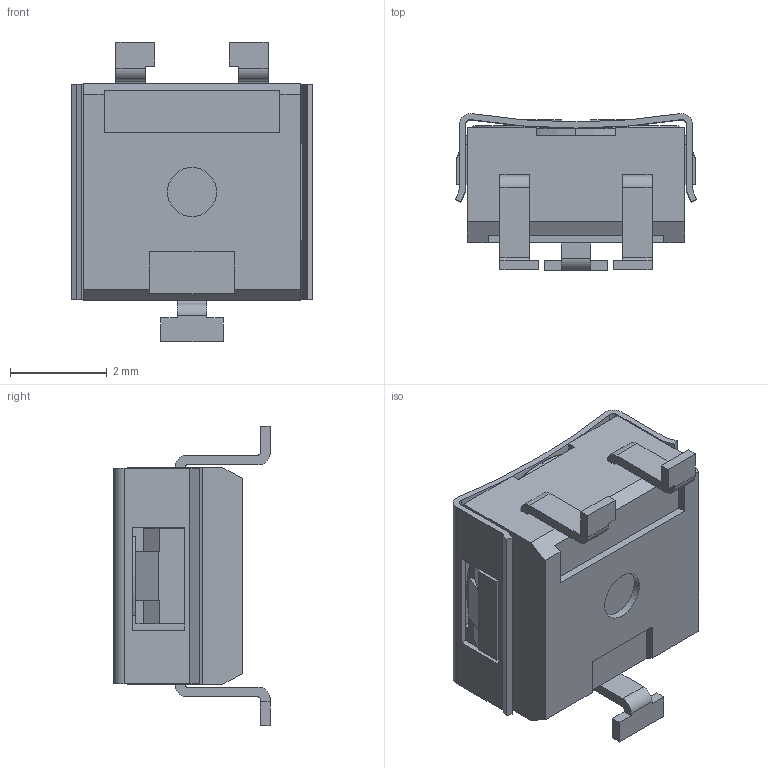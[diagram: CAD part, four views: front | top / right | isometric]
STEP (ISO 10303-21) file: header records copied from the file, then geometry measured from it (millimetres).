
FILE_DESCRIPTION((''),'2;1');
FILE_NAME('_3314R001XXX','2013-08-02T',('MaxM'),('Bourns, Inc.'),'PRO/ENGINEER BY PARAMETRIC TECHNOLOGY CORPORATION, 2012230','PRO/ENGINEER BY PARAMETRIC TECHNOLOGY CORPORATION, 2012230','');
FILE_SCHEMA(('CONFIG_CONTROL_DESIGN'));
Length unit declared in the file: inch
Products named in the file (1): _3314R001XXX
Bounding box: 5 x 3.24 x 6.2 mm (x, y, z)
Volume: 51.1 mm3; surface area: 173 mm2
Topology: 1 solids, 3 shells, 384 faces, 1081 edges, 716 vertices
Faces by surface type: plane 315, cylinder 63, torus 4, cone 2
Entity records: 12527 total; most frequent: CARTESIAN_POINT 2689, ORIENTED_EDGE 2162, DIRECTION 1840, EDGE_CURVE 1081, VECTOR 776, LINE 776, VERTEX_POINT 716, AXIS2_PLACEMENT_3D 532
